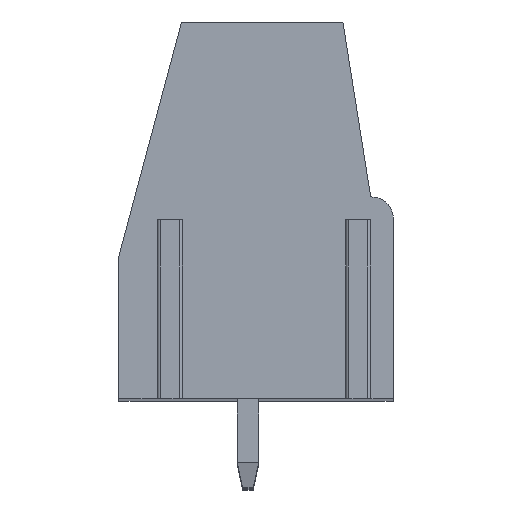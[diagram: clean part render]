
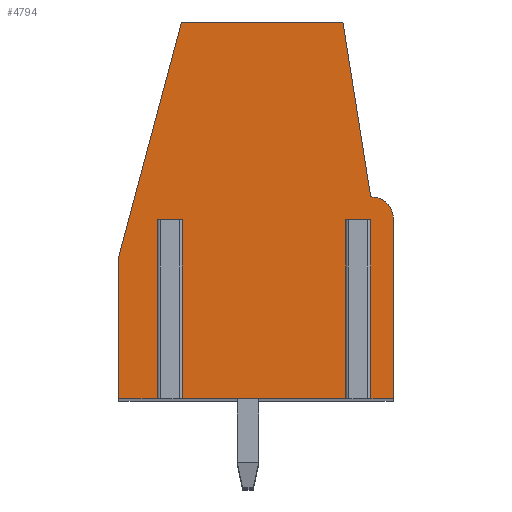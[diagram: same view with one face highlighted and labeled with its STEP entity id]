
A CAD part, top view. The second image highlights one B-rep face of the part: STEP entity #4794.
In plain terms, the highlighted planar face has unit normal (0, 0, 1).
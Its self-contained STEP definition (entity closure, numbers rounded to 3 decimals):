
#792=DIRECTION('',(1.,0.,0.));
#793=VECTOR('',#792,0.57);
#794=CARTESIAN_POINT('',(-3.485,-0.35,2.5));
#795=LINE('',#794,#793);
#796=DIRECTION('',(0.,1.,0.));
#797=VECTOR('',#796,6.65);
#798=CARTESIAN_POINT('',(-3.485,-7.,2.5));
#799=LINE('',#798,#797);
#800=DIRECTION('',(1.,0.,0.));
#801=VECTOR('',#800,1.615);
#802=CARTESIAN_POINT('',(-5.1,-7.,2.5));
#803=LINE('',#802,#801);
#804=DIRECTION('',(0.,-1.,0.));
#805=VECTOR('',#804,5.3);
#806=CARTESIAN_POINT('',(-5.1,-1.7,2.5));
#807=LINE('',#806,#805);
#808=DIRECTION('',(-0.259,-0.966,0.));
#809=VECTOR('',#808,9.007);
#810=CARTESIAN_POINT('',(-2.769,7.,2.5));
#811=LINE('',#810,#809);
#812=DIRECTION('',(-1.,0.,0.));
#813=VECTOR('',#812,6.);
#814=CARTESIAN_POINT('',(3.231,7.,2.5));
#815=LINE('',#814,#813);
#816=DIRECTION('',(-0.156,0.988,0.));
#817=VECTOR('',#816,6.581);
#818=CARTESIAN_POINT('',(4.261,0.5,2.5));
#819=LINE('',#818,#817);
#820=DIRECTION('',(-1.,0.,0.));
#821=VECTOR('',#820,0.039);
#822=CARTESIAN_POINT('',(4.3,0.5,2.5));
#823=LINE('',#822,#821);
#824=CARTESIAN_POINT('',(4.3,-0.3,2.5));
#825=DIRECTION('',(0.,0.,1.));
#826=DIRECTION('',(1.,0.,0.));
#827=AXIS2_PLACEMENT_3D('',#824,#825,#826);
#829=DIRECTION('',(0.,1.,0.));
#830=VECTOR('',#829,6.7);
#831=CARTESIAN_POINT('',(5.1,-7.,2.5));
#832=LINE('',#831,#830);
#833=DIRECTION('',(1.,0.,0.));
#834=VECTOR('',#833,1.015);
#835=CARTESIAN_POINT('',(4.085,-7.,2.5));
#836=LINE('',#835,#834);
#837=DIRECTION('',(0.,1.,0.));
#838=VECTOR('',#837,6.65);
#839=CARTESIAN_POINT('',(4.085,-7.,2.5));
#840=LINE('',#839,#838);
#841=DIRECTION('',(1.,0.,0.));
#842=VECTOR('',#841,0.57);
#843=CARTESIAN_POINT('',(3.515,-0.35,2.5));
#844=LINE('',#843,#842);
#845=DIRECTION('',(0.,1.,0.));
#846=VECTOR('',#845,6.65);
#847=CARTESIAN_POINT('',(3.515,-7.,2.5));
#848=LINE('',#847,#846);
#849=DIRECTION('',(1.,0.,0.));
#850=VECTOR('',#849,6.43);
#851=CARTESIAN_POINT('',(-2.915,-7.,2.5));
#852=LINE('',#851,#850);
#853=DIRECTION('',(0.,1.,0.));
#854=VECTOR('',#853,6.65);
#855=CARTESIAN_POINT('',(-2.915,-7.,2.5));
#856=LINE('',#855,#854);
#3127=CARTESIAN_POINT('',(-2.769,7.,2.5));
#3128=CARTESIAN_POINT('',(-5.1,-1.7,2.5));
#3129=VERTEX_POINT('',#3127);
#3130=VERTEX_POINT('',#3128);
#3131=CARTESIAN_POINT('',(-5.1,-7.,2.5));
#3132=VERTEX_POINT('',#3131);
#3133=CARTESIAN_POINT('',(5.1,-7.,2.5));
#3134=CARTESIAN_POINT('',(5.1,-0.3,2.5));
#3135=VERTEX_POINT('',#3133);
#3136=VERTEX_POINT('',#3134);
#3137=CARTESIAN_POINT('',(4.3,0.5,2.5));
#3138=VERTEX_POINT('',#3137);
#3139=CARTESIAN_POINT('',(4.261,0.5,2.5));
#3140=VERTEX_POINT('',#3139);
#3141=CARTESIAN_POINT('',(3.231,7.,2.5));
#3142=VERTEX_POINT('',#3141);
#3223=CARTESIAN_POINT('',(-3.485,-0.35,2.5));
#3224=CARTESIAN_POINT('',(-2.915,-0.35,2.5));
#3225=VERTEX_POINT('',#3223);
#3226=VERTEX_POINT('',#3224);
#3227=CARTESIAN_POINT('',(3.515,-0.35,2.5));
#3228=CARTESIAN_POINT('',(4.085,-0.35,2.5));
#3229=VERTEX_POINT('',#3227);
#3230=VERTEX_POINT('',#3228);
#3231=CARTESIAN_POINT('',(-2.915,-7.,2.5));
#3232=VERTEX_POINT('',#3231);
#3233=CARTESIAN_POINT('',(-3.485,-7.,2.5));
#3234=VERTEX_POINT('',#3233);
#3235=CARTESIAN_POINT('',(4.085,-7.,2.5));
#3236=VERTEX_POINT('',#3235);
#3237=CARTESIAN_POINT('',(3.515,-7.,2.5));
#3238=VERTEX_POINT('',#3237);
#4765=CARTESIAN_POINT('',(0.,0.,2.5));
#4766=DIRECTION('',(0.,0.,1.));
#4767=DIRECTION('',(1.,0.,0.));
#4768=AXIS2_PLACEMENT_3D('',#4765,#4766,#4767);
#4769=PLANE('',#4768);
#4771=ORIENTED_EDGE('',*,*,#4770,.F.);
#4773=ORIENTED_EDGE('',*,*,#4772,.F.);
#4774=ORIENTED_EDGE('',*,*,#4209,.F.);
#4775=ORIENTED_EDGE('',*,*,#4500,.F.);
#4776=ORIENTED_EDGE('',*,*,#4514,.F.);
#4777=ORIENTED_EDGE('',*,*,#4528,.F.);
#4778=ORIENTED_EDGE('',*,*,#4608,.F.);
#4779=ORIENTED_EDGE('',*,*,#4622,.F.);
#4780=ORIENTED_EDGE('',*,*,#4636,.F.);
#4781=ORIENTED_EDGE('',*,*,#4649,.F.);
#4782=ORIENTED_EDGE('',*,*,#4233,.F.);
#4784=ORIENTED_EDGE('',*,*,#4783,.T.);
#4786=ORIENTED_EDGE('',*,*,#4785,.F.);
#4788=ORIENTED_EDGE('',*,*,#4787,.F.);
#4789=ORIENTED_EDGE('',*,*,#4221,.F.);
#4791=ORIENTED_EDGE('',*,*,#4790,.T.);
#4792=EDGE_LOOP('',(#4771,#4773,#4774,#4775,#4776,#4777,#4778,#4779,#4780,#4781,
#4782,#4784,#4786,#4788,#4789,#4791));
#4793=FACE_OUTER_BOUND('',#4792,.F.);
#828=CIRCLE('',#827,0.8);
#4209=EDGE_CURVE('',#3132,#3234,#803,.T.);
#4221=EDGE_CURVE('',#3232,#3238,#852,.T.);
#4233=EDGE_CURVE('',#3236,#3135,#836,.T.);
#4500=EDGE_CURVE('',#3130,#3132,#807,.T.);
#4514=EDGE_CURVE('',#3129,#3130,#811,.T.);
#4528=EDGE_CURVE('',#3142,#3129,#815,.T.);
#4608=EDGE_CURVE('',#3140,#3142,#819,.T.);
#4622=EDGE_CURVE('',#3138,#3140,#823,.T.);
#4636=EDGE_CURVE('',#3136,#3138,#828,.T.);
#4649=EDGE_CURVE('',#3135,#3136,#832,.T.);
#4770=EDGE_CURVE('',#3225,#3226,#795,.T.);
#4772=EDGE_CURVE('',#3234,#3225,#799,.T.);
#4783=EDGE_CURVE('',#3236,#3230,#840,.T.);
#4785=EDGE_CURVE('',#3229,#3230,#844,.T.);
#4787=EDGE_CURVE('',#3238,#3229,#848,.T.);
#4790=EDGE_CURVE('',#3232,#3226,#856,.T.);
#4794=ADVANCED_FACE('',(#4793),#4769,.T.);
